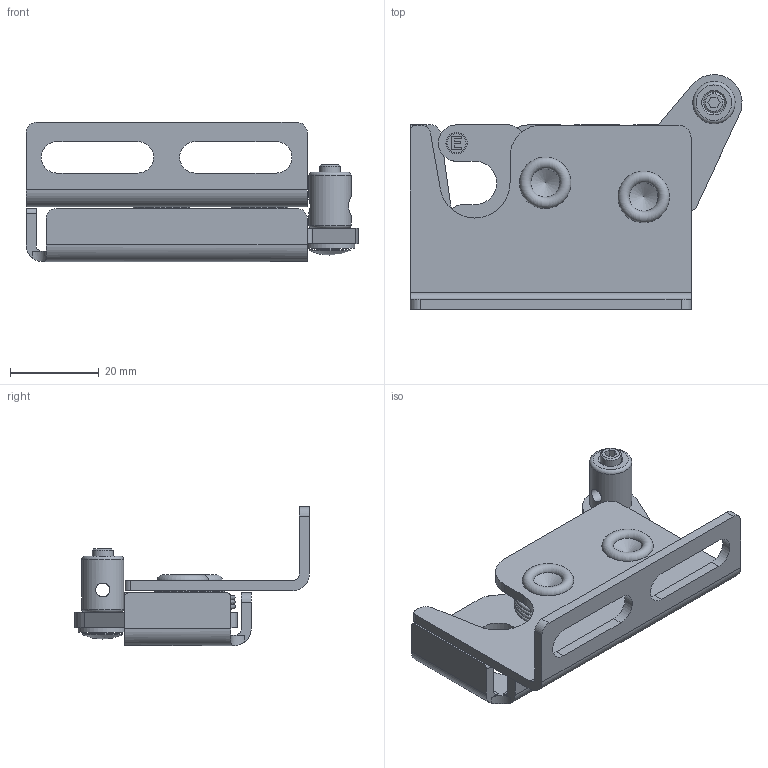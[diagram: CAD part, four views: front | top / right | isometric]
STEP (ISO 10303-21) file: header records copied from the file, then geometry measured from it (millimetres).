
FILE_DESCRIPTION(/* description */ ('SINGLE STAGE MINI-ROTARY LOCK WITH CABLE ADAPTER'),/* implementation_level */ '2;1');
FILE_NAME(/* name */ '58B-231-L_2022-1-31.stp',/* time_stamp */ '2022-01-31T10:21:25-05:00',/* author */ ('RBernot'),/* organization */ (''),/* preprocessor_version */ 'ST-DEVELOPER v18.1',/* originating_system */ 'Autodesk Inventor 2020',/* authorisation */ '');
FILE_SCHEMA (('AUTOMOTIVE_DESIGN { 1 0 10303 214 3 1 1 }'));
Length unit declared in the file: inch
Products named in the file (2): 58B-231 L; 58B-231-L_Substitute_1
Assembly tree (1 placements, depth 2):
  58B-231 L
    58B-231-L_Substitute_1
Bounding box: 74.98 x 53.03 x 31.42 mm (x, y, z)
Volume: 19108.2 mm3; surface area: 17949.4 mm2
Topology: 2 solids, 2 shells, 749 faces, 2114 edges, 1406 vertices
Faces by surface type: plane 545, cylinder 101, bspline 64, torus 27, cone 11, sphere 1
Full cylindrical faces by diameter (mm): 1.016 x3, 2.337 x1, 3.162 x2, 3.175 x1, 3.962 x1, 4.318 x2, 4.508 x1, 4.75 x1, 4.813 x1, 4.826 x2, 9.525 x1, 11.112 x2, 11.125 x1, 11.367 x2, 12.7 x2
Entity records: 27555 total; most frequent: CARTESIAN_POINT 8256, ORIENTED_EDGE 4214, DIRECTION 3412, EDGE_CURVE 2107, VERTEX_POINT 1406, LINE 1254, VECTOR 1254, AXIS2_PLACEMENT_3D 1079
